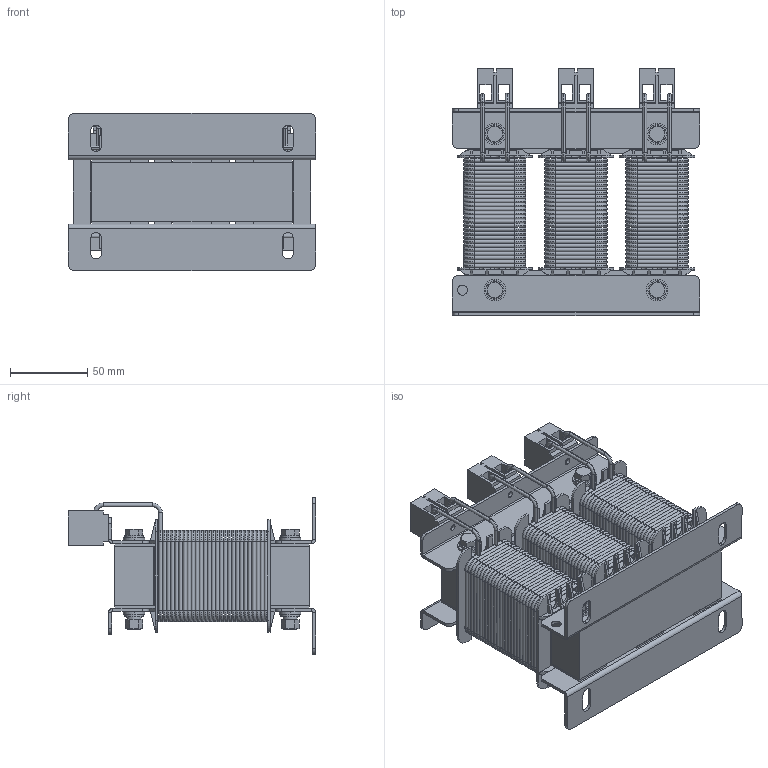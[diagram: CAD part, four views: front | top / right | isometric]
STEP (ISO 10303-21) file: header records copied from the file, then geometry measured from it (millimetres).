
FILE_DESCRIPTION (( 'STEP AP214' ), '1' );
FILE_NAME ('蚾饜极奻堤盄25-41-75.STEP', '2025-05-05T01:43:55', ( '' ), ( '' ), 'SwSTEP 2.0', 'SolidWorks 2024', '' );
FILE_SCHEMA (( 'AUTOMOTIVE_DESIGN' ));
Length unit declared in the file: millimetre
Products named in the file (13): 柱铁25-75-38.6; 方形端子JF6(10平方); 骨架25-41-75; 扼铁130-38.6; 绝缘垫-6; 六角头螺栓-GBT5782_M6X60; 平垫圈_C级-GBT95_6; 下支架 160-26-30-2; 装配体上出线25-41-75; 标准型弹簧垫圈-GBT93_6; 1型六角螺母-GBT41_M6; 上支架 160-26-17-2; 铝拉板126-25-1.5
Assembly tree (49 placements, depth 2):
  装配体上出线25-41-75
    扼铁130-38.6  x2
    铝拉板126-25-1.5  x6
    下支架 160-26-30-2  x2
    柱铁25-75-38.6  x3
    绝缘垫-6  x8
    平垫圈_C级-GBT95_6  x8
    六角头螺栓-GBT5782_M6X60  x4
    标准型弹簧垫圈-GBT93_6  x4
    1型六角螺母-GBT41_M6  x4
    骨架25-41-75  x3
    上支架 160-26-17-2  x2
    方形端子JF6(10平方)  x3
Bounding box: 160 x 160 x 101.6 mm (x, y, z)
Volume: 730445.7 mm3; surface area: 418781.5 mm2
Topology: 127 solids, 127 shells, 2850 faces, 7362 edges, 4626 vertices
Faces by surface type: cylinder 1204, plane 886, torus 688, cone 72
Entity records: 29674 total; most frequent: DIRECTION 5578, CARTESIAN_POINT 5147, ORIENTED_EDGE 4756, EDGE_CURVE 2378, AXIS2_PLACEMENT_3D 2275, VERTEX_POINT 1492, CIRCLE 1310, LINE 1028
